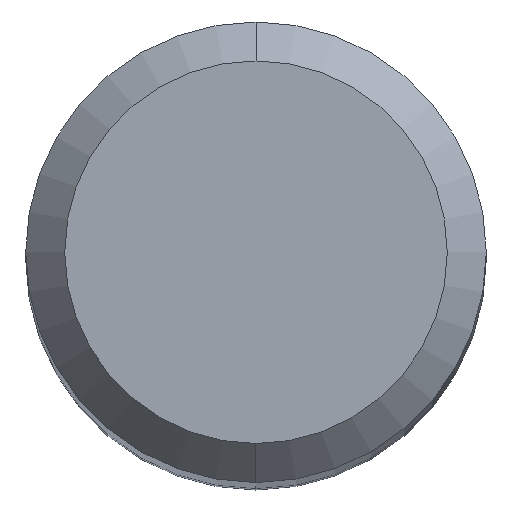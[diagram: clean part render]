
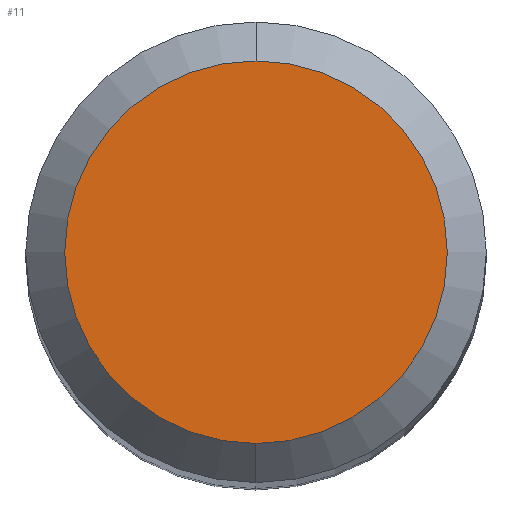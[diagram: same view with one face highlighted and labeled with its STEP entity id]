
A CAD part, top view. The second image highlights one B-rep face of the part: STEP entity #11.
In plain terms, the highlighted planar face has unit normal (0, 0, 1).
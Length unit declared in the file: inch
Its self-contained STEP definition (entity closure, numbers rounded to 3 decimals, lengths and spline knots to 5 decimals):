
#7 = CIRCLE ( 'NONE', #339, 0.0981 ) ;
#11 = ADVANCED_FACE ( 'NONE', ( #38 ), #133, .F. ) ;
#24 = VERTEX_POINT ( 'NONE', #33 ) ;
#33 = CARTESIAN_POINT ( 'NONE',  ( 0., 0.0981, 0. ) ) ;
#38 = FACE_OUTER_BOUND ( 'NONE', #64, .T. ) ;
#50 = VERTEX_POINT ( 'NONE', #78 ) ;
#64 = EDGE_LOOP ( 'NONE', ( #397, #112 ) ) ;
#66 = CIRCLE ( 'NONE', #302, 0.0981 ) ;
#78 = CARTESIAN_POINT ( 'NONE',  ( 0., -0.0981, 0. ) ) ;
#83 = CARTESIAN_POINT ( 'NONE',  ( 0., 0., 0. ) ) ;
#93 = CARTESIAN_POINT ( 'NONE',  ( 0., 0., 0. ) ) ;
#112 = ORIENTED_EDGE ( 'NONE', *, *, #195, .T. ) ;
#133 = PLANE ( 'NONE',  #196 ) ;
#135 = EDGE_CURVE ( 'NONE', #24, #50, #7, .T. ) ;
#170 = DIRECTION ( 'NONE',  ( 0., 0., -1. ) ) ;
#195 = EDGE_CURVE ( 'NONE', #50, #24, #66, .T. ) ;
#196 = AXIS2_PLACEMENT_3D ( 'NONE', #418, #170, #329 ) ;
#240 = DIRECTION ( 'NONE',  ( 0., 0., 1. ) ) ;
#302 = AXIS2_PLACEMENT_3D ( 'NONE', #93, #404, #409 ) ;
#329 = DIRECTION ( 'NONE',  ( 0., 1., 0. ) ) ;
#339 = AXIS2_PLACEMENT_3D ( 'NONE', #83, #240, #396 ) ;
#396 = DIRECTION ( 'NONE',  ( 0., -1., 0. ) ) ;
#397 = ORIENTED_EDGE ( 'NONE', *, *, #135, .T. ) ;
#404 = DIRECTION ( 'NONE',  ( 0., 0., 1. ) ) ;
#409 = DIRECTION ( 'NONE',  ( 0., -1., 0. ) ) ;
#418 = CARTESIAN_POINT ( 'NONE',  ( 0., 0.0981, 0. ) ) ;
